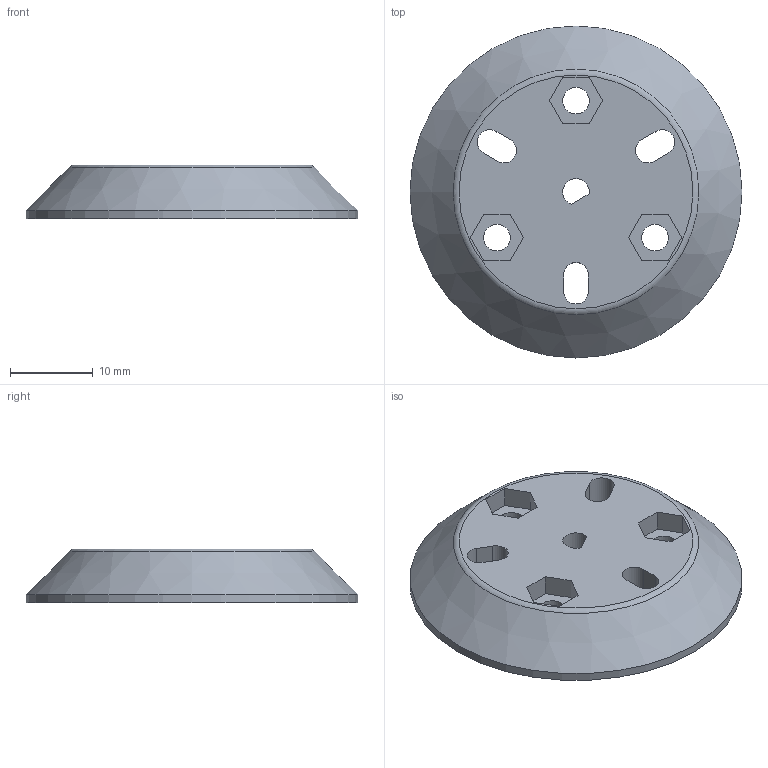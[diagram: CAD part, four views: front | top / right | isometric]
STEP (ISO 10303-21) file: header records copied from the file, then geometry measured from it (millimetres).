
FILE_DESCRIPTION(/* description */ ('KiCad electronic assembly'),/* implementation_level */ '2;1');
FILE_NAME(/* name */ 'shaft-aligment-jig.step',/* time_stamp */ '2024-12-24T15:23:56+01:00',/* author */ (''),/* organization */ (''),/* preprocessor_version */ 'ST-DEVELOPER v20',/* originating_system */ 'Autodesk Translation Framework v13.20.0.188',/* authorisation */ '');
FILE_SCHEMA (('AUTOMOTIVE_DESIGN { 1 0 10303 214 3 1 1 }'));
Length unit declared in the file: millimetre
Products named in the file (2): indexingWheel 1; _autosave-indexingWheel_track
Assembly tree (1 placements, depth 2):
  indexingWheel 1
    _autosave-indexingWheel_track
Bounding box: 40 x 40 x 6.5 mm (x, y, z)
Volume: 5365.1 mm3; surface area: 3494.2 mm2
Topology: 1 solids, 1 shells, 56 faces, 137 edges, 91 vertices
Faces by surface type: plane 39, cylinder 15, torus 1, cone 1
Full cylindrical faces by diameter (mm): 3.2 x3, 5 x1, 7 x3, 40 x1
Entity records: 1735 total; most frequent: DIRECTION 289, CARTESIAN_POINT 287, ORIENTED_EDGE 274, EDGE_CURVE 137, LINE 103, VECTOR 103, AXIS2_PLACEMENT_3D 93, VERTEX_POINT 91
